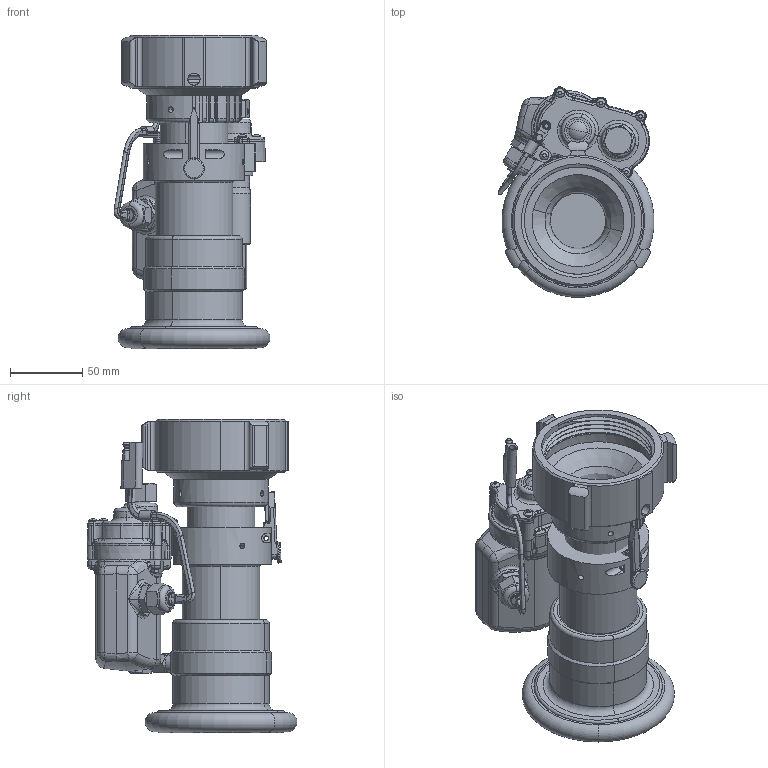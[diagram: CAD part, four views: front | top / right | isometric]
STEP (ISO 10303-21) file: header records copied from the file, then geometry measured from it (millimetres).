
FILE_DESCRIPTION (( 'STEP AP203' ), '1' );
FILE_NAME ('6000-200E.STEP', '2013-02-06T21:22:28', ( '' ), ( '' ), 'SwSTEP 2.0', 'SolidWorks 2012', '' );
FILE_SCHEMA (( 'CONFIG_CONTROL_DESIGN' ));
Products named in the file (50): 6000-200E; 6000-200E49; 6000-200E48; 6000-200E47; 6000-200E46; 6000-200E45; 6000-200E44; 6000-200E43; 6000-200E42; 6000-200E41; 6000-200E40; 6000-200E39; 6000-200E38; 6000-200E37; 6000-200E36; 6000-200E35; 6000-200E34; 6000-200E33; 6000-200E32; 6000-200E31; 6000-200E30; 6000-200E29; 6000-200E28; 6000-200E27; 6000-200E26; 6000-200E25; 6000-200E24; 6000-200E23; 6000-200E22; 6000-200E21; 6000-200E20; 6000-200E19; 6000-200E18; 6000-200E17; 6000-200E16; 6000-200E15; 6000-200E14; 6000-200E13; 6000-200E12; 6000-200E11 ...
Assembly tree (49 placements, depth 2):
  6000-200E
    6000-200E1
    6000-200E2
    6000-200E3
    6000-200E4
    6000-200E5
    6000-200E6
    6000-200E7
    6000-200E8
    6000-200E9
    6000-200E10
    6000-200E11
    6000-200E12
    6000-200E13
    6000-200E14
    6000-200E15
    6000-200E16
    6000-200E17
    6000-200E18
    6000-200E19
    6000-200E20
    6000-200E21
    6000-200E22
    6000-200E23
    6000-200E24
    6000-200E25
    6000-200E26
    6000-200E27
    6000-200E28
    6000-200E29
    6000-200E30
    6000-200E31
    6000-200E32
    6000-200E33
    6000-200E34
    6000-200E35
    6000-200E36
    6000-200E37
    6000-200E38
    6000-200E39
    6000-200E40
    6000-200E41
    6000-200E42
    6000-200E43
    6000-200E44
    6000-200E45
    6000-200E46
    6000-200E47
    6000-200E48
    6000-200E49
Bounding box: 107.6 x 144.86 x 216.11 mm (x, y, z)
Volume: 890720.2 mm3; surface area: 288707.2 mm2
Topology: 49 solids, 49 shells, 1940 faces, 4567 edges, 2829 vertices
Faces by surface type: cylinder 637, plane 590, cone 260, bspline 229, torus 198, sphere 26
Entity records: 80125 total; most frequent: CARTESIAN_POINT 31623, ORIENTED_EDGE 9024, DIRECTION 8769, EDGE_CURVE 4512, AXIS2_PLACEMENT_3D 3555, VERTEX_POINT 2828, EDGE_LOOP 2218, ADVANCED_FACE 1940
